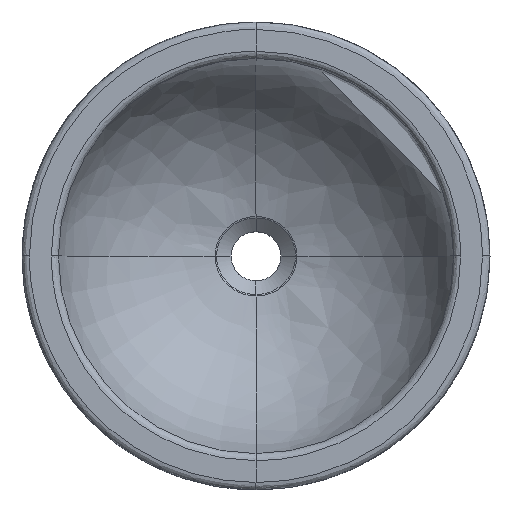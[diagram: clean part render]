
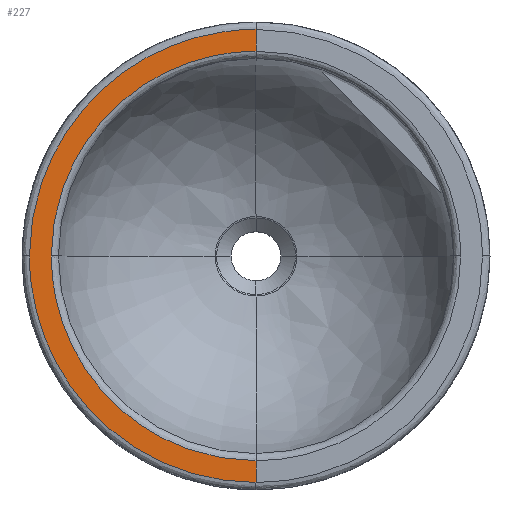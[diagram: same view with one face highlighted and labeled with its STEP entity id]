
A CAD part, top view. The second image highlights one B-rep face of the part: STEP entity #227.
In plain terms, the highlighted planar face has unit normal (0, 0, 1).
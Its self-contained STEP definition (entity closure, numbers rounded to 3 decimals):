
#79=PLANE('',#2188);
#98=LINE('',#14383,#117);
#99=LINE('',#14407,#118);
#117=VECTOR('',#2274,1.);
#118=VECTOR('',#2275,1.);
#227=ADVANCED_FACE('',(#446),#79,.T.);
#446=FACE_OUTER_BOUND('',#574,.T.);
#574=EDGE_LOOP('',(#1174,#1175,#1176,#1177,#1178,#1179));
#1174=ORIENTED_EDGE('',*,*,#1777,.F.);
#1175=ORIENTED_EDGE('',*,*,#1796,.T.);
#1176=ORIENTED_EDGE('',*,*,#1797,.T.);
#1177=ORIENTED_EDGE('',*,*,#1798,.T.);
#1178=ORIENTED_EDGE('',*,*,#1799,.T.);
#1179=ORIENTED_EDGE('',*,*,#1782,.F.);
#1455=VERTEX_POINT('',#13184);
#1456=VERTEX_POINT('',#13205);
#1458=VERTEX_POINT('',#13914);
#1467=VERTEX_POINT('',#14384);
#1468=VERTEX_POINT('',#14395);
#1469=VERTEX_POINT('',#14406);
#1777=EDGE_CURVE('',#1455,#1456,#2106,.T.);
#1782=EDGE_CURVE('',#1456,#1458,#2110,.T.);
#1796=EDGE_CURVE('',#1455,#1467,#98,.T.);
#1797=EDGE_CURVE('',#1467,#1468,#2124,.T.);
#1798=EDGE_CURVE('',#1468,#1469,#2125,.T.);
#1799=EDGE_CURVE('',#1469,#1458,#99,.T.);
#2106=B_SPLINE_CURVE_WITH_KNOTS('',3,(#13185,#13186,#13187,#13188,#13189,
#13190,#13191,#13192,#13193,#13194,#13195,#13196,#13197,#13198,#13199,#13200,
#13201,#13202,#13203,#13204),.UNSPECIFIED.,.F.,.F.,(4,2,1,1,2,2,2,2,2,2,
4),(0.,0.004,0.008,0.016,0.031,0.063,0.125,0.25,0.5,0.75,
1.),.UNSPECIFIED.);
#2110=B_SPLINE_CURVE_WITH_KNOTS('',3,(#13904,#13905,#13906,#13907,#13908,
#13909,#13910,#13911,#13912,#13913),.UNSPECIFIED.,.F.,.F.,(4,2,2,2,4),(0.,
0.25,0.5,0.75,1.),.UNSPECIFIED.);
#2124=B_SPLINE_CURVE_WITH_KNOTS('',3,(#14385,#14386,#14387,#14388,#14389,
#14390,#14391,#14392,#14393,#14394),.UNSPECIFIED.,.F.,.F.,(4,2,2,2,4),(0.,
0.25,0.5,0.75,1.),.UNSPECIFIED.);
#2125=B_SPLINE_CURVE_WITH_KNOTS('',3,(#14396,#14397,#14398,#14399,#14400,
#14401,#14402,#14403,#14404,#14405),.UNSPECIFIED.,.F.,.F.,(4,2,2,2,4),(0.,
0.25,0.5,0.75,1.),.UNSPECIFIED.);
#2188=AXIS2_PLACEMENT_3D('',#14408,#2276,#2277);
#2274=DIRECTION('',(0.,1.,0.));
#2275=DIRECTION('',(0.,1.,0.));
#2276=DIRECTION('',(0.,0.,1.));
#2277=DIRECTION('',(1.,0.,0.));
#13184=CARTESIAN_POINT('',(0.,-217.83,0.));
#13185=CARTESIAN_POINT('',(0.,-217.83,0.));
#13186=CARTESIAN_POINT('',(-0.493,-217.83,0.));
#13187=CARTESIAN_POINT('',(-0.872,-217.829,0.));
#13188=CARTESIAN_POINT('',(-1.764,-217.823,0.));
#13189=CARTESIAN_POINT('',(-3.101,-217.811,0.));
#13190=CARTESIAN_POINT('',(-6.219,-217.754,0.));
#13191=CARTESIAN_POINT('',(-8.89,-217.656,0.));
#13192=CARTESIAN_POINT('',(-14.23,-217.394,0.));
#13193=CARTESIAN_POINT('',(-17.789,-217.132,0.));
#13194=CARTESIAN_POINT('',(-28.426,-216.085,0.));
#13195=CARTESIAN_POINT('',(-35.492,-215.037,0.));
#13196=CARTESIAN_POINT('',(-56.461,-210.868,0.));
#13197=CARTESIAN_POINT('',(-70.179,-206.707,0.));
#13198=CARTESIAN_POINT('',(-109.687,-190.346,0.));
#13199=CARTESIAN_POINT('',(-133.86,-174.196,0.));
#13200=CARTESIAN_POINT('',(-174.188,-133.872,0.));
#13201=CARTESIAN_POINT('',(-190.33,-109.717,0.));
#13202=CARTESIAN_POINT('',(-212.165,-57.008,0.));
#13203=CARTESIAN_POINT('',(-217.83,-28.539,0.));
#13204=CARTESIAN_POINT('',(-217.83,0.,0.));
#13205=CARTESIAN_POINT('',(-217.83,0.,0.));
#13904=CARTESIAN_POINT('',(-217.83,0.,0.));
#13905=CARTESIAN_POINT('',(-217.83,28.538,0.));
#13906=CARTESIAN_POINT('',(-212.169,56.997,0.));
#13907=CARTESIAN_POINT('',(-190.329,109.723,0.));
#13908=CARTESIAN_POINT('',(-174.209,133.85,0.));
#13909=CARTESIAN_POINT('',(-133.849,174.209,0.));
#13910=CARTESIAN_POINT('',(-109.726,190.328,0.));
#13911=CARTESIAN_POINT('',(-56.994,212.17,0.));
#13912=CARTESIAN_POINT('',(-28.536,217.83,0.));
#13913=CARTESIAN_POINT('',(0.,217.83,0.));
#13914=CARTESIAN_POINT('',(0.,217.83,0.));
#14383=CARTESIAN_POINT('',(0.,435.66,0.));
#14384=CARTESIAN_POINT('',(0.,-196.852,0.));
#14385=CARTESIAN_POINT('',(0.,-196.852,0.));
#14386=CARTESIAN_POINT('',(-25.772,-196.852,0.));
#14387=CARTESIAN_POINT('',(-51.523,-191.73,0.));
#14388=CARTESIAN_POINT('',(-99.141,-172.006,0.));
#14389=CARTESIAN_POINT('',(-120.973,-157.418,0.));
#14390=CARTESIAN_POINT('',(-157.418,-120.973,0.));
#14391=CARTESIAN_POINT('',(-172.006,-99.141,0.));
#14392=CARTESIAN_POINT('',(-191.73,-51.523,0.));
#14393=CARTESIAN_POINT('',(-196.852,-25.774,0.));
#14394=CARTESIAN_POINT('',(-196.852,0.,0.));
#14395=CARTESIAN_POINT('',(-196.851,0.,0.));
#14396=CARTESIAN_POINT('',(-196.852,0.,0.));
#14397=CARTESIAN_POINT('',(-196.852,25.772,0.));
#14398=CARTESIAN_POINT('',(-191.73,51.523,0.));
#14399=CARTESIAN_POINT('',(-172.006,99.141,0.));
#14400=CARTESIAN_POINT('',(-157.418,120.973,0.));
#14401=CARTESIAN_POINT('',(-120.973,157.418,0.));
#14402=CARTESIAN_POINT('',(-99.141,172.006,0.));
#14403=CARTESIAN_POINT('',(-51.523,191.73,0.));
#14404=CARTESIAN_POINT('',(-25.774,196.852,0.));
#14405=CARTESIAN_POINT('',(0.,196.852,0.));
#14406=CARTESIAN_POINT('',(0.,196.852,0.));
#14407=CARTESIAN_POINT('',(0.,435.66,0.));
#14408=CARTESIAN_POINT('',(435.66,435.66,0.));
